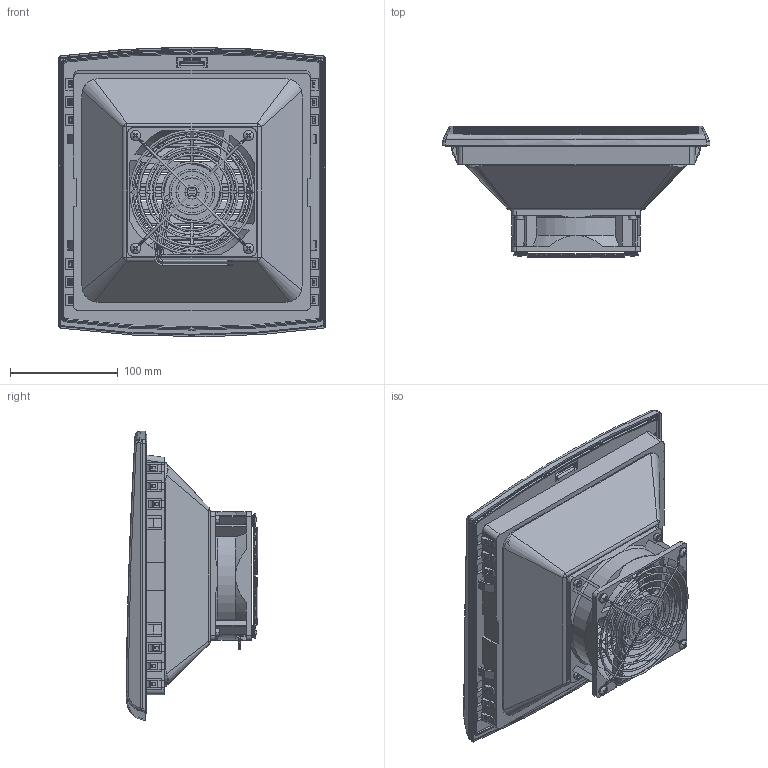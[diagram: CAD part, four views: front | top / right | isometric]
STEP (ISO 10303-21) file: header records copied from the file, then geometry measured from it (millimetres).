
FILE_DESCRIPTION(('STEP AP242'),'1');
FILE_NAME('filterfan_nsycvf165m24dpf.stp','2020-03-02T18:04:11',('TraceParts'),('TraceParts S.A.'),'Spatial InterOp 3D',' ',' ');
FILE_SCHEMA(('AP242_MANAGED_MODEL_BASED_3D_ENGINEERING_MIM_LF {1 0 10303 442 1 1 4}'));
Length unit declared in the file: millimetre
Products named in the file (1): filterfan_nsycvf165m24dpf_1
Bounding box: 248 x 122.15 x 268.36 mm (x, y, z)
Volume: 697761.3 mm3; surface area: 423373 mm2
Topology: 13 solids, 13 shells, 1638 faces, 4804 edges, 2996 vertices
Faces by surface type: plane 983, cylinder 260, torus 239, cone 128, bspline 16, sphere 12
Entity records: 57168 total; most frequent: CARTESIAN_POINT 14127, ORIENTED_EDGE 9598, DIRECTION 8407, EDGE_CURVE 4799, LINE 3005, VECTOR 3005, VERTEX_POINT 2997, AXIS2_PLACEMENT_3D 2701
